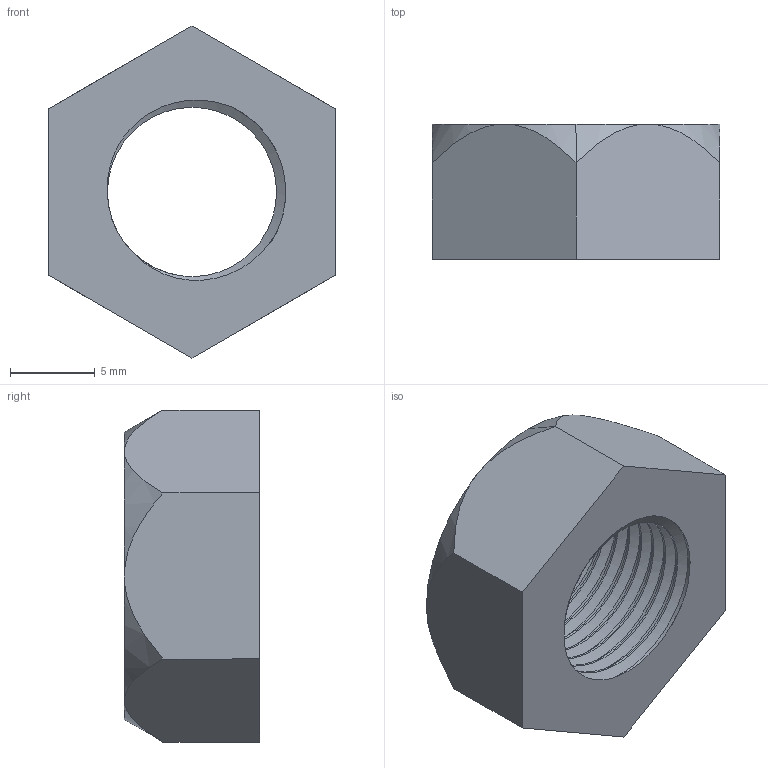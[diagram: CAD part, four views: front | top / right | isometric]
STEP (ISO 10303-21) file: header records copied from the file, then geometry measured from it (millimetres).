
FILE_DESCRIPTION (( 'STEP AP214' ), '1' );
FILE_NAME ('Nut M10.STEP', '2025-02-16T00:53:58', ( '' ), ( '' ), 'SwSTEP 2.0', 'SolidWorks 2024', '' );
FILE_SCHEMA (( 'AUTOMOTIVE_DESIGN' ));
Length unit declared in the file: millimetre
Products named in the file (1): Nut M10
Bounding box: 17 x 8 x 19.63 mm (x, y, z)
Volume: 1278.2 mm3; surface area: 1204.1 mm2
Topology: 1 solids, 1 shells, 35 faces, 92 edges, 59 vertices
Faces by surface type: cylinder 17, plane 8, cone 7, bspline 3
Entity records: 3607 total; most frequent: CARTESIAN_POINT 2864, ORIENTED_EDGE 184, DIRECTION 113, EDGE_CURVE 92, VERTEX_POINT 59, AXIS2_PLACEMENT_3D 42, EDGE_LOOP 37, ADVANCED_FACE 35
